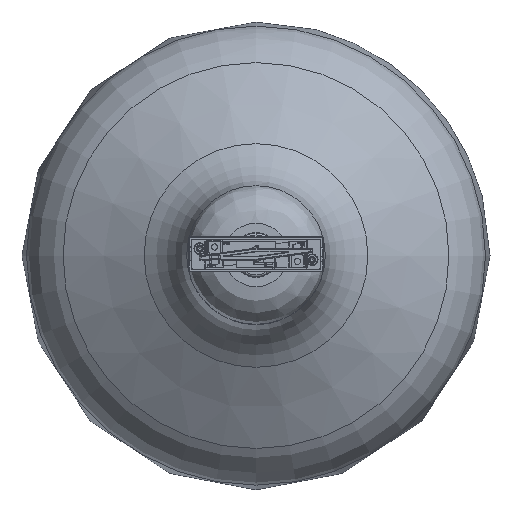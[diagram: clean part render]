
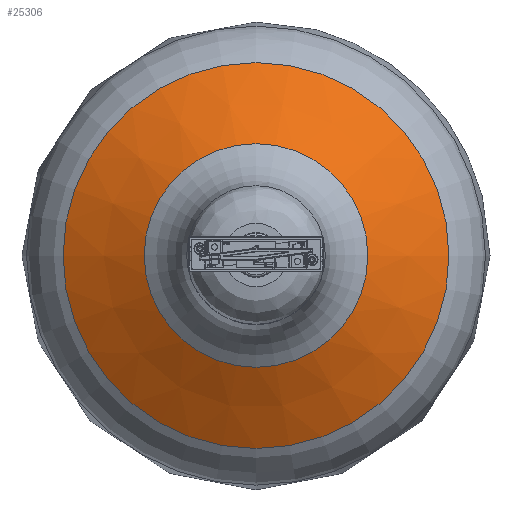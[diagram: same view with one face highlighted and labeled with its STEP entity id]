
A CAD part, top view. The second image highlights one B-rep face of the part: STEP entity #25306.
In plain terms, the highlighted conical face has half-angle 59.978 degrees and reference radius 81.406 mm.
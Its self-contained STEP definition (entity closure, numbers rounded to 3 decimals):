
#175=CONICAL_SURFACE('',#26972,81.407,1.047);
#1166=CIRCLE('',#26969,103.078);
#1168=CIRCLE('',#26971,103.078);
#1169=CIRCLE('',#26973,59.735);
#1170=CIRCLE('',#26974,59.735);
#2374=FACE_OUTER_BOUND('',#3790,.T.);
#3790=EDGE_LOOP('',(#19854,#19855,#19856,#19857,#19858,#19859));
#6062=LINE('',#39423,#8743);
#8743=VECTOR('',#31350,81.407);
#11055=VERTEX_POINT('',#39413);
#11056=VERTEX_POINT('',#39414);
#11057=VERTEX_POINT('',#39419);
#11058=VERTEX_POINT('',#39420);
#14178=EDGE_CURVE('',#11055,#11056,#1166,.T.);
#14180=EDGE_CURVE('',#11056,#11055,#1168,.T.);
#14181=EDGE_CURVE('',#11057,#11058,#1169,.T.);
#14182=EDGE_CURVE('',#11058,#11057,#1170,.T.);
#14183=EDGE_CURVE('',#11058,#11056,#6062,.T.);
#19854=ORIENTED_EDGE('',*,*,#14181,.F.);
#19855=ORIENTED_EDGE('',*,*,#14182,.F.);
#19856=ORIENTED_EDGE('',*,*,#14183,.T.);
#19857=ORIENTED_EDGE('',*,*,#14180,.T.);
#19858=ORIENTED_EDGE('',*,*,#14178,.T.);
#19859=ORIENTED_EDGE('',*,*,#14183,.F.);
#25306=ADVANCED_FACE('',(#2374),#175,.T.);
#26969=AXIS2_PLACEMENT_3D('',#39415,#31338,#31339);
#26971=AXIS2_PLACEMENT_3D('',#39417,#31342,#31343);
#26972=AXIS2_PLACEMENT_3D('',#39418,#31344,#31345);
#26973=AXIS2_PLACEMENT_3D('',#39421,#31346,#31347);
#26974=AXIS2_PLACEMENT_3D('',#39422,#31348,#31349);
#31338=DIRECTION('center_axis',(0.,0.,
1.));
#31339=DIRECTION('ref_axis',(1.,0.,0.));
#31342=DIRECTION('center_axis',(0.,0.,
1.));
#31343=DIRECTION('ref_axis',(1.,0.,0.));
#31344=DIRECTION('center_axis',(0.,0.,
-1.));
#31345=DIRECTION('ref_axis',(-1.,0.,0.));
#31346=DIRECTION('center_axis',(0.,0.,
1.));
#31347=DIRECTION('ref_axis',(1.,0.,0.));
#31348=DIRECTION('center_axis',(0.,0.,
1.));
#31349=DIRECTION('ref_axis',(1.,0.,0.));
#31350=DIRECTION('',(0.866,0.,-0.5));
#39413=CARTESIAN_POINT('',(0.,103.078,-410.69));
#39414=CARTESIAN_POINT('',(103.078,0.,-410.69));
#39415=CARTESIAN_POINT('Origin',(0.,0.,
-410.69));
#39417=CARTESIAN_POINT('Origin',(0.,0.,
-410.69));
#39418=CARTESIAN_POINT('Origin',(0.,0.,
-398.166));
#39419=CARTESIAN_POINT('',(0.,59.735,-385.643));
#39420=CARTESIAN_POINT('',(59.735,0.,-385.643));
#39421=CARTESIAN_POINT('Origin',(0.,0.,
-385.643));
#39422=CARTESIAN_POINT('Origin',(0.,0.,
-385.643));
#39423=CARTESIAN_POINT('',(81.407,0.,-398.166));
